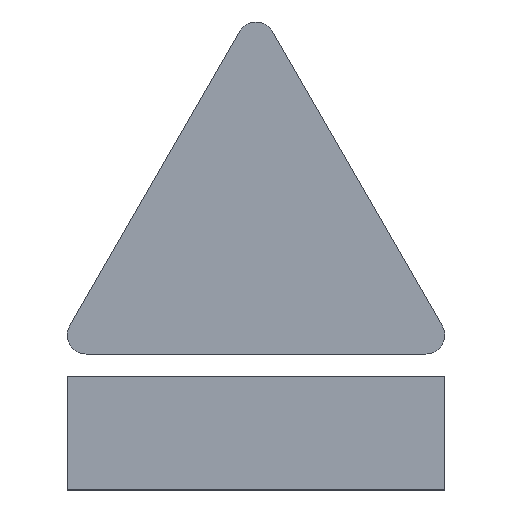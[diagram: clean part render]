
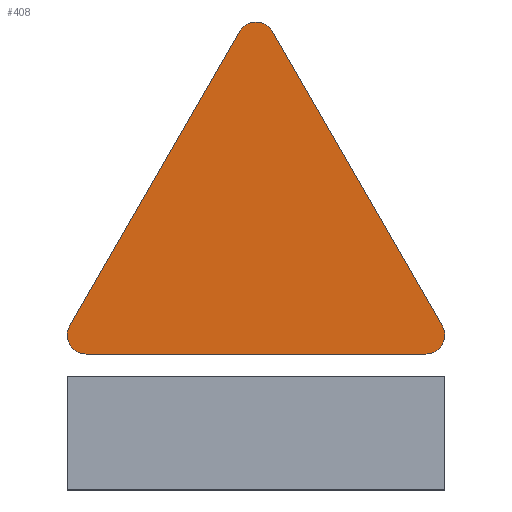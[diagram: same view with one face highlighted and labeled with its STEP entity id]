
A CAD part, top view. The second image highlights one B-rep face of the part: STEP entity #408.
In plain terms, the highlighted planar face has unit normal (0, 0, 1).
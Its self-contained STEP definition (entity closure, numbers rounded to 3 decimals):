
#183=AXIS2_PLACEMENT_3D('Plane Axis2P3D',#180,#181,#182) ;
#260=AXIS2_PLACEMENT_3D('Circle Axis2P3D',#258,#259,$) ;
#324=AXIS2_PLACEMENT_3D('Circle Axis2P3D',#322,#323,$) ;
#379=AXIS2_PLACEMENT_3D('Circle Axis2P3D',#377,#378,$) ;
#180=CARTESIAN_POINT('Axis2P3D Location',(25.,33.49,0.05)) ;
#209=CARTESIAN_POINT('Vertex',(2.5,18.,0.05)) ;
#223=CARTESIAN_POINT('Vertex',(47.5,18.,0.05)) ;
#226=CARTESIAN_POINT('Line Origine',(25.,18.,0.05)) ;
#255=CARTESIAN_POINT('Vertex',(49.665,21.75,0.05)) ;
#258=CARTESIAN_POINT('Axis2P3D Location',(47.5,20.5,0.05)) ;
#287=CARTESIAN_POINT('Vertex',(27.165,60.721,0.05)) ;
#290=CARTESIAN_POINT('Line Origine',(38.415,41.236,0.05)) ;
#319=CARTESIAN_POINT('Vertex',(22.835,60.721,0.05)) ;
#322=CARTESIAN_POINT('Axis2P3D Location',(25.,59.471,0.05)) ;
#351=CARTESIAN_POINT('Vertex',(0.335,21.75,0.05)) ;
#354=CARTESIAN_POINT('Line Origine',(11.585,41.236,0.05)) ;
#377=CARTESIAN_POINT('Axis2P3D Location',(2.5,20.5,0.05)) ;
#181=DIRECTION('Axis2P3D Direction',(0.,0.,1.)) ;
#182=DIRECTION('Axis2P3D XDirection',(1.,0.,0.)) ;
#227=DIRECTION('Vector Direction',(1.,0.,0.)) ;
#259=DIRECTION('Axis2P3D Direction',(0.,0.,1.)) ;
#291=DIRECTION('Vector Direction',(-0.5,0.866,0.)) ;
#323=DIRECTION('Axis2P3D Direction',(0.,0.,1.)) ;
#355=DIRECTION('Vector Direction',(-0.5,-0.866,0.)) ;
#378=DIRECTION('Axis2P3D Direction',(0.,0.,1.)) ;
#228=VECTOR('Line Direction',#227,1.) ;
#292=VECTOR('Line Direction',#291,1.) ;
#356=VECTOR('Line Direction',#355,1.) ;
#401=ORIENTED_EDGE('',*,*,#230,.T.) ;
#402=ORIENTED_EDGE('',*,*,#262,.T.) ;
#403=ORIENTED_EDGE('',*,*,#294,.T.) ;
#404=ORIENTED_EDGE('',*,*,#326,.T.) ;
#405=ORIENTED_EDGE('',*,*,#358,.T.) ;
#406=ORIENTED_EDGE('',*,*,#381,.T.) ;
#408=ADVANCED_FACE('S3D positioniert',(#407),#184,.T.) ;
#261=CIRCLE('generated circle',#260,2.5) ;
#325=CIRCLE('generated circle',#324,2.5) ;
#380=CIRCLE('generated circle',#379,2.5) ;
#230=EDGE_CURVE('',#210,#224,#229,.T.) ;
#262=EDGE_CURVE('',#224,#256,#261,.T.) ;
#294=EDGE_CURVE('',#256,#288,#293,.T.) ;
#326=EDGE_CURVE('',#288,#320,#325,.T.) ;
#358=EDGE_CURVE('',#320,#352,#357,.T.) ;
#381=EDGE_CURVE('',#352,#210,#380,.T.) ;
#400=EDGE_LOOP('',(#401,#402,#403,#404,#405,#406)) ;
#407=FACE_OUTER_BOUND('',#400,.T.) ;
#229=LINE('Line',#226,#228) ;
#293=LINE('Line',#290,#292) ;
#357=LINE('Line',#354,#356) ;
#184=PLANE('',#183) ;
#210=VERTEX_POINT('',#209) ;
#224=VERTEX_POINT('',#223) ;
#256=VERTEX_POINT('',#255) ;
#288=VERTEX_POINT('',#287) ;
#320=VERTEX_POINT('',#319) ;
#352=VERTEX_POINT('',#351) ;
